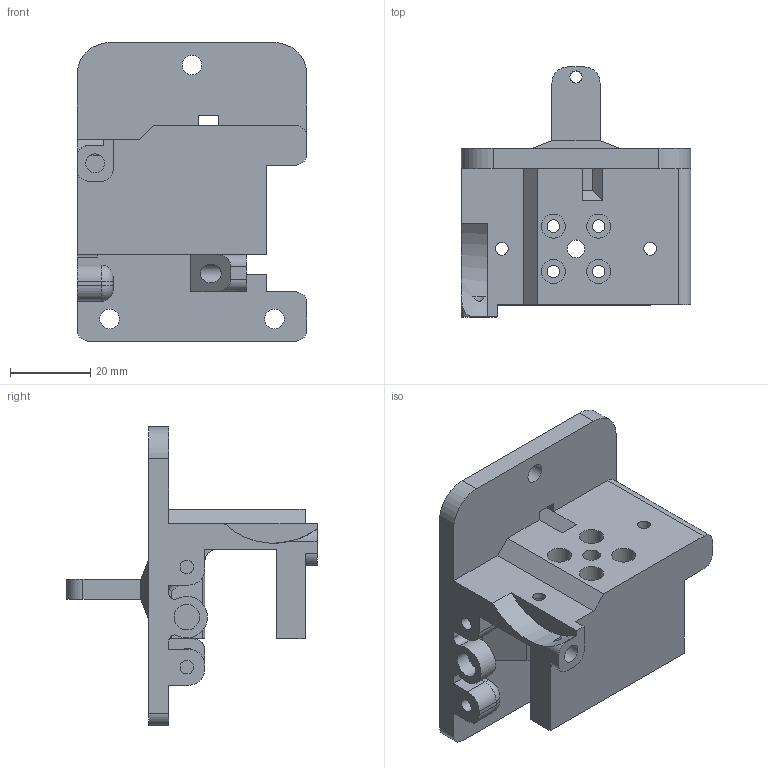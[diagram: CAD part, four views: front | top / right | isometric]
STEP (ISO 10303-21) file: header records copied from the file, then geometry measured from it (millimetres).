
FILE_DESCRIPTION(/* description */ ('STEP AP242','CAx-IF Rec.Pracs.---Representation and Presentation of Product Manufacturing Information (PMI)---4.0---2014-10-13','CAx-IF Rec.Pracs.---3D Tessellated Geometry---0.4---2014-09-14','2;1'),/* implementation_level */ '2;1');
FILE_NAME(/* name */ 'Rapido 2 UHF + Orbitor 2.5 Toolhead - Rapido Orbiter Toolhead - mount',/* time_stamp */ '2025-05-04T20:40:09Z',/* author */ (''),/* organization */ (''),/* preprocessor_version */ 'ST-DEVELOPER v20',/* originating_system */ 'ONSHAPE BY PTC INC, 1.197',/* authorisation */ ' ');
FILE_SCHEMA (('AP242_MANAGED_MODEL_BASED_3D_ENGINEERING_MIM_LF { 1 0 10303 442 1 1 4 }'));
Length unit declared in the file: metre
Products named in the file (1): Rapido Orbiter Toolhead - mount
Bounding box: 57.34 x 62.4 x 74.52 mm (x, y, z)
Volume: 45073.7 mm3; surface area: 20125.9 mm2
Topology: 1 solids, 1 shells, 140 faces, 379 edges, 249 vertices
Faces by surface type: plane 75, cylinder 58, bspline 4, torus 3
Full cylindrical faces by diameter (mm): 3 x1, 3.15 x6, 3.35 x2, 4.4 x1, 4.7 x5, 4.9 x3, 6 x4, 6.35 x1
Entity records: 4408 total; most frequent: CARTESIAN_POINT 849, DIRECTION 730, ORIENTED_EDGE 702, EDGE_CURVE 351, AXIS2_PLACEMENT_3D 256, VERTEX_POINT 244, LINE 218, VECTOR 218
